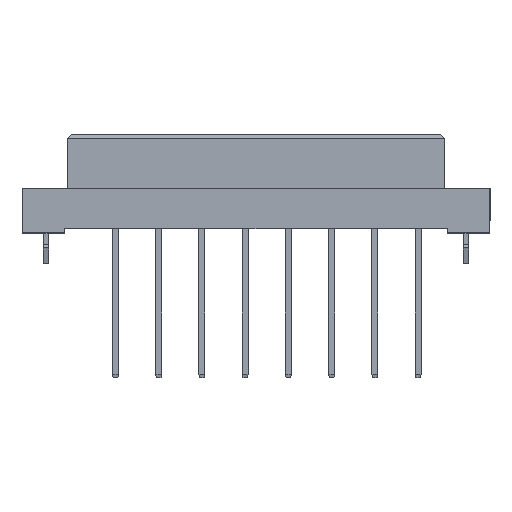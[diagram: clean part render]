
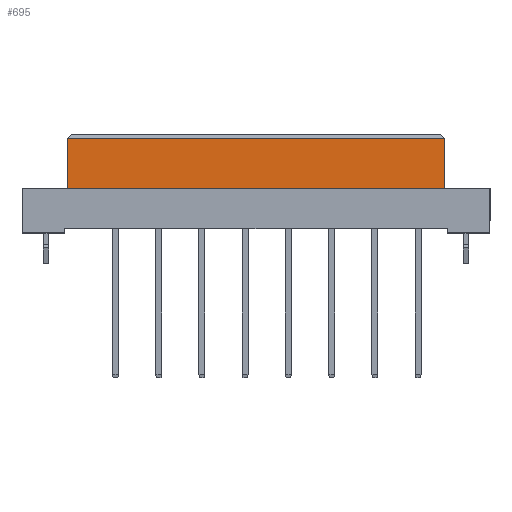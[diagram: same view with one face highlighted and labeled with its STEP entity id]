
A CAD part, top view. The second image highlights one B-rep face of the part: STEP entity #695.
In plain terms, the highlighted planar face has unit normal (0, 0, 1).
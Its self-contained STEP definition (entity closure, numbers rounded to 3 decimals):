
#34 = EDGE_CURVE ( 'NONE', #13356, #6605, #7223, .T. ) ;
#266 = CARTESIAN_POINT ( 'NONE',  ( 22.2, -6.4, 4.25 ) ) ;
#544 = ORIENTED_EDGE ( 'NONE', *, *, #34, .T. ) ;
#684 = LINE ( 'NONE', #2139, #5880 ) ;
#695 = ADVANCED_FACE ( 'NONE', ( #4972 ), #5072, .T. ) ;
#1405 = ORIENTED_EDGE ( 'NONE', *, *, #18200, .T. ) ;
#1539 = DIRECTION ( 'NONE',  ( -1., 0., 0. ) ) ;
#1587 = VERTEX_POINT ( 'NONE', #5001 ) ;
#1833 = EDGE_CURVE ( 'NONE', #11775, #1587, #4775, .T. ) ;
#2139 = CARTESIAN_POINT ( 'NONE',  ( 22.2, -6.4, 4.25 ) ) ;
#3603 = DIRECTION ( 'NONE',  ( 0., 1., 0. ) ) ;
#3917 = VECTOR ( 'NONE', #16462, 1000. ) ;
#4182 = CARTESIAN_POINT ( 'NONE',  ( 22.2, -6.4, 4.25 ) ) ;
#4775 = LINE ( 'NONE', #9498, #11885 ) ;
#4870 = DIRECTION ( 'NONE',  ( 0., 0., 1. ) ) ;
#4972 = FACE_OUTER_BOUND ( 'NONE', #20049, .T. ) ;
#5001 = CARTESIAN_POINT ( 'NONE',  ( -22.2, -0.5, 4.25 ) ) ;
#5072 = PLANE ( 'NONE',  #8301 ) ;
#5880 = VECTOR ( 'NONE', #3603, 1000. ) ;
#6605 = VERTEX_POINT ( 'NONE', #11000 ) ;
#7223 = LINE ( 'NONE', #4182, #7863 ) ;
#7863 = VECTOR ( 'NONE', #18530, 1000. ) ;
#8301 = AXIS2_PLACEMENT_3D ( 'NONE', #266, #4870, #9795 ) ;
#8916 = ORIENTED_EDGE ( 'NONE', *, *, #1833, .T. ) ;
#9498 = CARTESIAN_POINT ( 'NONE',  ( -22.2, -0.5, 4.25 ) ) ;
#9795 = DIRECTION ( 'NONE',  ( 1., 0., 0. ) ) ;
#10083 = CARTESIAN_POINT ( 'NONE',  ( -22.2, -6.4, 4.25 ) ) ;
#11000 = CARTESIAN_POINT ( 'NONE',  ( 22.2, -6.4, 4.25 ) ) ;
#11653 = LINE ( 'NONE', #10083, #3917 ) ;
#11775 = VERTEX_POINT ( 'NONE', #19600 ) ;
#11885 = VECTOR ( 'NONE', #1539, 1000. ) ;
#13356 = VERTEX_POINT ( 'NONE', #16216 ) ;
#15110 = EDGE_CURVE ( 'NONE', #13356, #1587, #11653, .T. ) ;
#16216 = CARTESIAN_POINT ( 'NONE',  ( -22.2, -6.4, 4.25 ) ) ;
#16462 = DIRECTION ( 'NONE',  ( 0., 1., 0. ) ) ;
#18200 = EDGE_CURVE ( 'NONE', #6605, #11775, #684, .T. ) ;
#18530 = DIRECTION ( 'NONE',  ( 1., 0., 0. ) ) ;
#19600 = CARTESIAN_POINT ( 'NONE',  ( 22.2, -0.5, 4.25 ) ) ;
#20030 = ORIENTED_EDGE ( 'NONE', *, *, #15110, .F. ) ;
#20049 = EDGE_LOOP ( 'NONE', ( #1405, #8916, #20030, #544 ) ) ;
